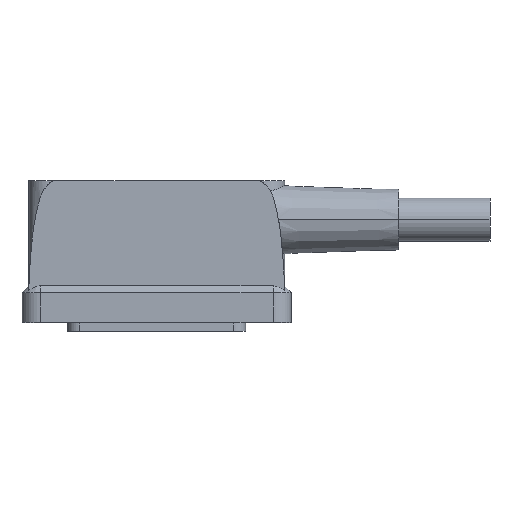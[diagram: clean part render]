
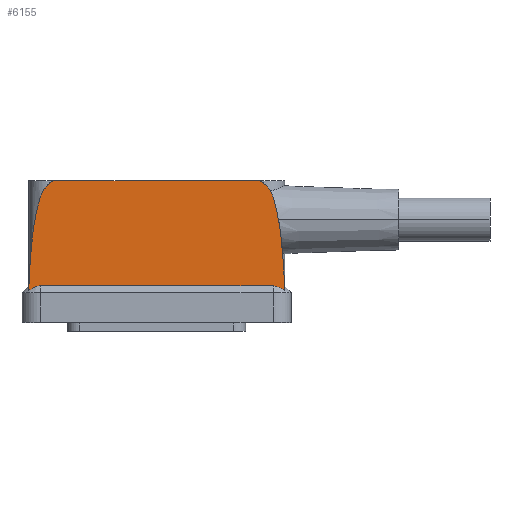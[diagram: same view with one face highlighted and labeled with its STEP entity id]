
A CAD part, top view. The second image highlights one B-rep face of the part: STEP entity #6155.
In plain terms, the highlighted planar face has unit normal (0, 0, 1).
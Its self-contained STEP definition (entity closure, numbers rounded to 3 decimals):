
#60 = ORIENTED_EDGE ( 'NONE', *, *, #5357, .T. ) ;
#179 = DIRECTION ( 'NONE',  ( 1., 0., 0. ) ) ;
#322 = VERTEX_POINT ( 'NONE', #4429 ) ;
#325 = ORIENTED_EDGE ( 'NONE', *, *, #2615, .T. ) ;
#331 = ORIENTED_EDGE ( 'NONE', *, *, #2836, .T. ) ;
#384 = EDGE_CURVE ( 'NONE', #5325, #1151, #387, .T. ) ;
#387 = CIRCLE ( 'NONE', #4464, 6.5 ) ;
#434 = AXIS2_PLACEMENT_3D ( 'NONE', #4789, #5340, #2007 ) ;
#497 = CARTESIAN_POINT ( 'NONE',  ( 22.333, 29.6, 9.4 ) ) ;
#631 = CARTESIAN_POINT ( 'NONE',  ( -26.632, 7.762, 9.4 ) ) ;
#669 = CARTESIAN_POINT ( 'NONE',  ( -28.034, 6.94, 9.4 ) ) ;
#725 = AXIS2_PLACEMENT_3D ( 'NONE', #3634, #1315, #3553 ) ;
#812 = ORIENTED_EDGE ( 'NONE', *, *, #1979, .T. ) ;
#850 = VERTEX_POINT ( 'NONE', #5832 ) ;
#881 = CIRCLE ( 'NONE', #6843, 50. ) ;
#903 = VERTEX_POINT ( 'NONE', #3561 ) ;
#964 = ORIENTED_EDGE ( 'NONE', *, *, #1591, .T. ) ;
#973 = CARTESIAN_POINT ( 'NONE',  ( 26.631, 7.762, 9.4 ) ) ;
#979 = AXIS2_PLACEMENT_3D ( 'NONE', #6665, #3858, #4435 ) ;
#1043 = CARTESIAN_POINT ( 'NONE',  ( 28.034, 6.94, 9.4 ) ) ;
#1076 = CARTESIAN_POINT ( 'NONE',  ( 27.246, 18.484, 9.4 ) ) ;
#1151 = VERTEX_POINT ( 'NONE', #2194 ) ;
#1175 = ORIENTED_EDGE ( 'NONE', *, *, #1973, .T. ) ;
#1315 = DIRECTION ( 'NONE',  ( 0., 0., 1. ) ) ;
#1527 = DIRECTION ( 'NONE',  ( -1., 0., 0. ) ) ;
#1543 = EDGE_CURVE ( 'NONE', #2583, #1870, #5634, .T. ) ;
#1584 = CARTESIAN_POINT ( 'NONE',  ( 25.5, 8., 9.4 ) ) ;
#1591 = EDGE_CURVE ( 'NONE', #1151, #3977, #4726, .T. ) ;
#1644 = CARTESIAN_POINT ( 'NONE',  ( -25.5, 8., 9.4 ) ) ;
#1646 = ORIENTED_EDGE ( 'NONE', *, *, #4804, .T. ) ;
#1709 = EDGE_CURVE ( 'NONE', #850, #903, #881, .T. ) ;
#1726 = DIRECTION ( 'NONE',  ( 1., 0., 0. ) ) ;
#1781 = CIRCLE ( 'NONE', #2021, 1.4 ) ;
#1870 = VERTEX_POINT ( 'NONE', #3638 ) ;
#1973 = EDGE_CURVE ( 'NONE', #5236, #322, #1781, .T. ) ;
#1979 = EDGE_CURVE ( 'NONE', #903, #3679, #2723, .T. ) ;
#2007 = DIRECTION ( 'NONE',  ( 1., 0., 0. ) ) ;
#2021 = AXIS2_PLACEMENT_3D ( 'NONE', #6081, #2192, #6151 ) ;
#2192 = DIRECTION ( 'NONE',  ( 0., 0., 1. ) ) ;
#2194 = CARTESIAN_POINT ( 'NONE',  ( 23.166, 30.725, 9.4 ) ) ;
#2329 = EDGE_CURVE ( 'NONE', #1870, #3949, #3528, .T. ) ;
#2392 = ORIENTED_EDGE ( 'NONE', *, *, #1709, .T. ) ;
#2583 = VERTEX_POINT ( 'NONE', #5855 ) ;
#2615 = EDGE_CURVE ( 'NONE', #5788, #2583, #6436, .T. ) ;
#2668 = VECTOR ( 'NONE', #1527, 1000. ) ;
#2697 = CARTESIAN_POINT ( 'NONE',  ( 22.333, 31., 9.4 ) ) ;
#2723 = CIRCLE ( 'NONE', #979, 150. ) ;
#2785 = CARTESIAN_POINT ( 'NONE',  ( -26.415, 7.847, 9.4 ) ) ;
#2820 = DIRECTION ( 'NONE',  ( 1., 0., 0. ) ) ;
#2822 = DIRECTION ( 'NONE',  ( 1., 0., 0. ) ) ;
#2836 = EDGE_CURVE ( 'NONE', #3977, #5236, #6548, .T. ) ;
#2842 = ORIENTED_EDGE ( 'NONE', *, *, #384, .T. ) ;
#2852 = CARTESIAN_POINT ( 'NONE',  ( -25.965, 7.966, 9.4 ) ) ;
#2895 = DIRECTION ( 'NONE',  ( 0., 0., 1. ) ) ;
#3234 = CARTESIAN_POINT ( 'NONE',  ( 25.963, 7.967, 9.4 ) ) ;
#3404 = VECTOR ( 'NONE', #179, 1000. ) ;
#3421 = FACE_OUTER_BOUND ( 'NONE', #5947, .T. ) ;
#3494 = CARTESIAN_POINT ( 'NONE',  ( -28.034, 6.94, 9.4 ) ) ;
#3528 = CIRCLE ( 'NONE', #725, 150. ) ;
#3553 = DIRECTION ( 'NONE',  ( 1., 0., 0. ) ) ;
#3561 = CARTESIAN_POINT ( 'NONE',  ( -27.246, 18.484, 9.4 ) ) ;
#3634 = CARTESIAN_POINT ( 'NONE',  ( -121.9, 2.5, 9.4 ) ) ;
#3638 = CARTESIAN_POINT ( 'NONE',  ( 28.034, 6.94, 9.4 ) ) ;
#3659 = ORIENTED_EDGE ( 'NONE', *, *, #6875, .T. ) ;
#3679 = VERTEX_POINT ( 'NONE', #3494 ) ;
#3858 = DIRECTION ( 'NONE',  ( 0., 0., 1. ) ) ;
#3912 = DIRECTION ( 'NONE',  ( 0., 0., 1. ) ) ;
#3949 = VERTEX_POINT ( 'NONE', #1076 ) ;
#3977 = VERTEX_POINT ( 'NONE', #5822 ) ;
#4007 = DIRECTION ( 'NONE',  ( 0., 0., 1. ) ) ;
#4042 = CARTESIAN_POINT ( 'NONE',  ( 22.5, 13.45, 9.4 ) ) ;
#4072 = CARTESIAN_POINT ( 'NONE',  ( 121.9, 8., 9.4 ) ) ;
#4257 = ORIENTED_EDGE ( 'NONE', *, *, #1543, .T. ) ;
#4304 = CARTESIAN_POINT ( 'NONE',  ( 26.412, 7.847, 9.4 ) ) ;
#4429 = CARTESIAN_POINT ( 'NONE',  ( -23.166, 30.725, 9.4 ) ) ;
#4435 = DIRECTION ( 'NONE',  ( 1., 0., 0. ) ) ;
#4438 = CARTESIAN_POINT ( 'NONE',  ( -27.264, 7.463, 9.4 ) ) ;
#4441 = CARTESIAN_POINT ( 'NONE',  ( 25.594, 27.125, 9.4 ) ) ;
#4453 = CARTESIAN_POINT ( 'NONE',  ( 19.3, 25.5, 9.4 ) ) ;
#4464 = AXIS2_PLACEMENT_3D ( 'NONE', #4453, #3912, #5066 ) ;
#4528 = CARTESIAN_POINT ( 'NONE',  ( -25.5, 8., 9.4 ) ) ;
#4572 = ORIENTED_EDGE ( 'NONE', *, *, #2329, .T. ) ;
#4580 = DIRECTION ( 'NONE',  ( 1., 0., 0. ) ) ;
#4726 = CIRCLE ( 'NONE', #6250, 1.4 ) ;
#4789 = CARTESIAN_POINT ( 'NONE',  ( -19.3, 25.5, 9.4 ) ) ;
#4804 = EDGE_CURVE ( 'NONE', #3679, #5788, #5421, .T. ) ;
#4987 = CARTESIAN_POINT ( 'NONE',  ( 121.9, 2.5, 9.4 ) ) ;
#5066 = DIRECTION ( 'NONE',  ( 1., 0., 0. ) ) ;
#5093 = CARTESIAN_POINT ( 'NONE',  ( -22.333, 31., 9.4 ) ) ;
#5131 = DIRECTION ( 'NONE',  ( 0., 0., 1. ) ) ;
#5206 = AXIS2_PLACEMENT_3D ( 'NONE', #4987, #5506, #2820 ) ;
#5220 = CIRCLE ( 'NONE', #5577, 50. ) ;
#5236 = VERTEX_POINT ( 'NONE', #5093 ) ;
#5325 = VERTEX_POINT ( 'NONE', #4441 ) ;
#5340 = DIRECTION ( 'NONE',  ( 0., 0., 1. ) ) ;
#5357 = EDGE_CURVE ( 'NONE', #3949, #5325, #5220, .T. ) ;
#5421 = B_SPLINE_CURVE_WITH_KNOTS ( 'NONE', 3,
 ( #669, #6706, #4438, #631, #2785, #2852, #6668, #1644 ),
 .UNSPECIFIED., .F., .F.,
 ( 4, 2, 2, 4 ),
 ( 0., 0.5, 0.75, 1. ),
 .UNSPECIFIED. ) ;
#5472 = CARTESIAN_POINT ( 'NONE',  ( 27.26, 7.465, 9.4 ) ) ;
#5506 = DIRECTION ( 'NONE',  ( 0., 0., 1. ) ) ;
#5508 = CARTESIAN_POINT ( 'NONE',  ( 27.657, 7.209, 9.4 ) ) ;
#5577 = AXIS2_PLACEMENT_3D ( 'NONE', #6750, #2895, #1726 ) ;
#5634 = B_SPLINE_CURVE_WITH_KNOTS ( 'NONE', 3,
 ( #1584, #6054, #3234, #4304, #973, #5472, #5508, #1043 ),
 .UNSPECIFIED., .F., .F.,
 ( 4, 2, 2, 4 ),
 ( 0., 0.25, 0.5, 1. ),
 .UNSPECIFIED. ) ;
#5788 = VERTEX_POINT ( 'NONE', #4528 ) ;
#5822 = CARTESIAN_POINT ( 'NONE',  ( 22.333, 31., 9.4 ) ) ;
#5832 = CARTESIAN_POINT ( 'NONE',  ( -25.594, 27.125, 9.4 ) ) ;
#5855 = CARTESIAN_POINT ( 'NONE',  ( 25.5, 8., 9.4 ) ) ;
#5947 = EDGE_LOOP ( 'NONE', ( #812, #1646, #325, #4257, #4572, #60, #2842, #964, #331, #1175, #3659, #2392 ) ) ;
#6054 = CARTESIAN_POINT ( 'NONE',  ( 25.732, 8., 9.4 ) ) ;
#6081 = CARTESIAN_POINT ( 'NONE',  ( -22.333, 29.6, 9.4 ) ) ;
#6151 = DIRECTION ( 'NONE',  ( 1., 0., 0. ) ) ;
#6155 = ADVANCED_FACE ( 'NONE', ( #3421 ), #6760, .T. ) ;
#6250 = AXIS2_PLACEMENT_3D ( 'NONE', #497, #4007, #2822 ) ;
#6436 = LINE ( 'NONE', #4072, #3404 ) ;
#6548 = LINE ( 'NONE', #2697, #2668 ) ;
#6665 = CARTESIAN_POINT ( 'NONE',  ( 121.9, 2.5, 9.4 ) ) ;
#6668 = CARTESIAN_POINT ( 'NONE',  ( -25.732, 8., 9.4 ) ) ;
#6706 = CARTESIAN_POINT ( 'NONE',  ( -27.657, 7.209, 9.4 ) ) ;
#6742 = CIRCLE ( 'NONE', #434, 6.5 ) ;
#6750 = CARTESIAN_POINT ( 'NONE',  ( -22.5, 13.45, 9.4 ) ) ;
#6760 = PLANE ( 'NONE',  #5206 ) ;
#6843 = AXIS2_PLACEMENT_3D ( 'NONE', #4042, #5131, #4580 ) ;
#6875 = EDGE_CURVE ( 'NONE', #322, #850, #6742, .T. ) ;
